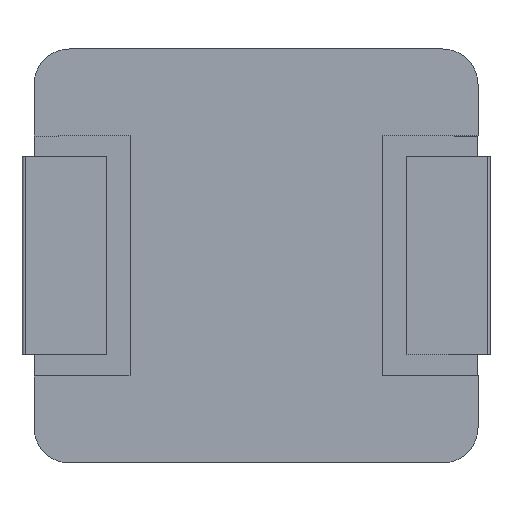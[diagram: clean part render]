
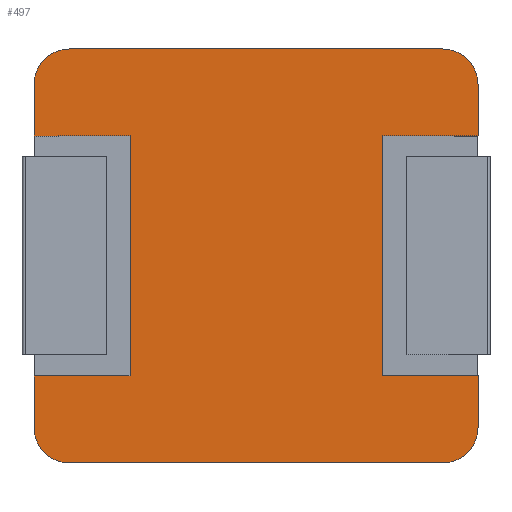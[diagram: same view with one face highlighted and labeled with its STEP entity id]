
A CAD part, front view. The second image highlights one B-rep face of the part: STEP entity #497.
In plain terms, the highlighted planar face has unit normal (0, -1, 0).
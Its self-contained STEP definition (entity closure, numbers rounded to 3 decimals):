
#13 = VERTEX_POINT ( 'NONE', #1867 ) ;
#65 = VERTEX_POINT ( 'NONE', #2797 ) ;
#92 = CARTESIAN_POINT ( 'NONE',  ( 5.8, 0., -5.45 ) ) ;
#119 = DIRECTION ( 'NONE',  ( 1., 0., 0. ) ) ;
#122 = EDGE_CURVE ( 'NONE', #2994, #2010, #2203, .T. ) ;
#175 = CARTESIAN_POINT ( 'NONE',  ( 1.6, 0., -5.45 ) ) ;
#249 = LINE ( 'NONE', #2786, #1065 ) ;
#307 = CARTESIAN_POINT ( 'NONE',  ( 0., 0., 0. ) ) ;
#363 = DIRECTION ( 'NONE',  ( 0., 0., -1. ) ) ;
#384 = VECTOR ( 'NONE', #901, 1000. ) ;
#386 = EDGE_CURVE ( 'NONE', #3075, #13, #3194, .T. ) ;
#387 = CARTESIAN_POINT ( 'NONE',  ( 5.8, 0., -1.45 ) ) ;
#395 = ORIENTED_EDGE ( 'NONE', *, *, #1945, .F. ) ;
#412 = ORIENTED_EDGE ( 'NONE', *, *, #1510, .F. ) ;
#416 = VECTOR ( 'NONE', #363, 1000. ) ;
#418 = VECTOR ( 'NONE', #2411, 1000. ) ;
#420 = ORIENTED_EDGE ( 'NONE', *, *, #2347, .T. ) ;
#455 = CARTESIAN_POINT ( 'NONE',  ( 7.4, 0., -1.45 ) ) ;
#470 = LINE ( 'NONE', #1763, #3654 ) ;
#493 = CARTESIAN_POINT ( 'NONE',  ( 7.4, 0., -0.591 ) ) ;
#497 = ADVANCED_FACE ( 'NONE', ( #3487 ), #2970, .T. ) ;
#518 = VERTEX_POINT ( 'NONE', #455 ) ;
#525 = LINE ( 'NONE', #2498, #3220 ) ;
#557 = VERTEX_POINT ( 'NONE', #175 ) ;
#685 = DIRECTION ( 'NONE',  ( 0., 0., 1. ) ) ;
#690 = VERTEX_POINT ( 'NONE', #3994 ) ;
#691 = VERTEX_POINT ( 'NONE', #2817 ) ;
#702 = EDGE_CURVE ( 'NONE', #3747, #557, #1247, .T. ) ;
#706 = CIRCLE ( 'NONE', #4088, 0.591 ) ;
#731 = ORIENTED_EDGE ( 'NONE', *, *, #3349, .T. ) ;
#855 = EDGE_CURVE ( 'NONE', #2882, #65, #706, .T. ) ;
#861 = DIRECTION ( 'NONE',  ( 0., 0., -1. ) ) ;
#877 = ORIENTED_EDGE ( 'NONE', *, *, #3678, .T. ) ;
#901 = DIRECTION ( 'NONE',  ( 1., 0., 0. ) ) ;
#962 = EDGE_CURVE ( 'NONE', #2711, #13, #1708, .T. ) ;
#1005 = DIRECTION ( 'NONE',  ( 0., 0., -1. ) ) ;
#1065 = VECTOR ( 'NONE', #3714, 1000. ) ;
#1180 = CARTESIAN_POINT ( 'NONE',  ( 0., 0., -1.45 ) ) ;
#1208 = CARTESIAN_POINT ( 'NONE',  ( 0., 0., -5.45 ) ) ;
#1247 = LINE ( 'NONE', #1208, #384 ) ;
#1279 = DIRECTION ( 'NONE',  ( 1., 0., 0. ) ) ;
#1287 = LINE ( 'NONE', #2962, #418 ) ;
#1302 = ORIENTED_EDGE ( 'NONE', *, *, #3204, .T. ) ;
#1314 = CARTESIAN_POINT ( 'NONE',  ( 0., 0., 0. ) ) ;
#1390 = VERTEX_POINT ( 'NONE', #3049 ) ;
#1422 = AXIS2_PLACEMENT_3D ( 'NONE', #3543, #1948, #1005 ) ;
#1430 = DIRECTION ( 'NONE',  ( 0., 0., -1. ) ) ;
#1510 = EDGE_CURVE ( 'NONE', #1390, #65, #3056, .T. ) ;
#1524 = VECTOR ( 'NONE', #2510, 1000. ) ;
#1564 = CARTESIAN_POINT ( 'NONE',  ( 6.809, 0., -6.309 ) ) ;
#1657 = CARTESIAN_POINT ( 'NONE',  ( 0.591, 0., 0. ) ) ;
#1674 = DIRECTION ( 'NONE',  ( 0., 0., -1. ) ) ;
#1708 = LINE ( 'NONE', #1735, #4110 ) ;
#1735 = CARTESIAN_POINT ( 'NONE',  ( 0., 0., 0. ) ) ;
#1739 = VECTOR ( 'NONE', #2252, 1000. ) ;
#1763 = CARTESIAN_POINT ( 'NONE',  ( 7.4, 0., 0. ) ) ;
#1777 = ORIENTED_EDGE ( 'NONE', *, *, #855, .T. ) ;
#1819 = CIRCLE ( 'NONE', #3782, 0.591 ) ;
#1867 = CARTESIAN_POINT ( 'NONE',  ( 6.809, 0., 0. ) ) ;
#1879 = VERTEX_POINT ( 'NONE', #92 ) ;
#1940 = EDGE_CURVE ( 'NONE', #2010, #2882, #1287, .T. ) ;
#1945 = EDGE_CURVE ( 'NONE', #3075, #518, #470, .T. ) ;
#1948 = DIRECTION ( 'NONE',  ( 0., -1., 0. ) ) ;
#1959 = CARTESIAN_POINT ( 'NONE',  ( 0.591, 0., -0.591 ) ) ;
#2010 = VERTEX_POINT ( 'NONE', #3086 ) ;
#2011 = VECTOR ( 'NONE', #3464, 1000. ) ;
#2019 = EDGE_LOOP ( 'NONE', ( #412, #420, #877, #1302, #395, #3302, #2978, #2377, #731, #4050, #2922, #2097, #2708, #2871, #2075, #1777 ) ) ;
#2059 = LINE ( 'NONE', #1180, #2011 ) ;
#2075 = ORIENTED_EDGE ( 'NONE', *, *, #1940, .T. ) ;
#2097 = ORIENTED_EDGE ( 'NONE', *, *, #702, .F. ) ;
#2203 = CIRCLE ( 'NONE', #4116, 0.591 ) ;
#2211 = EDGE_CURVE ( 'NONE', #2932, #690, #2059, .T. ) ;
#2252 = DIRECTION ( 'NONE',  ( 0., 0., -1. ) ) ;
#2295 = CARTESIAN_POINT ( 'NONE',  ( 7.4, 0., 0. ) ) ;
#2347 = EDGE_CURVE ( 'NONE', #1390, #1879, #249, .T. ) ;
#2364 = LINE ( 'NONE', #307, #1524 ) ;
#2377 = ORIENTED_EDGE ( 'NONE', *, *, #2598, .T. ) ;
#2411 = DIRECTION ( 'NONE',  ( 1., 0., 0. ) ) ;
#2457 = DIRECTION ( 'NONE',  ( 0., -1., 0. ) ) ;
#2498 = CARTESIAN_POINT ( 'NONE',  ( 7.4, 0., -1.45 ) ) ;
#2510 = DIRECTION ( 'NONE',  ( 0., 0., -1. ) ) ;
#2581 = LINE ( 'NONE', #1314, #1739 ) ;
#2598 = EDGE_CURVE ( 'NONE', #2711, #3310, #1819, .T. ) ;
#2603 = CARTESIAN_POINT ( 'NONE',  ( 1.6, 0., -1.45 ) ) ;
#2708 = ORIENTED_EDGE ( 'NONE', *, *, #3919, .T. ) ;
#2711 = VERTEX_POINT ( 'NONE', #1657 ) ;
#2786 = CARTESIAN_POINT ( 'NONE',  ( 7.4, 0., -5.45 ) ) ;
#2797 = CARTESIAN_POINT ( 'NONE',  ( 7.4, 0., -6.309 ) ) ;
#2803 = VECTOR ( 'NONE', #3377, 1000. ) ;
#2804 = DIRECTION ( 'NONE',  ( 0., -1., 0. ) ) ;
#2817 = CARTESIAN_POINT ( 'NONE',  ( 5.8, 0., -1.45 ) ) ;
#2871 = ORIENTED_EDGE ( 'NONE', *, *, #122, .T. ) ;
#2882 = VERTEX_POINT ( 'NONE', #3582 ) ;
#2913 = DIRECTION ( 'NONE',  ( 0., -1., 0. ) ) ;
#2922 = ORIENTED_EDGE ( 'NONE', *, *, #4058, .F. ) ;
#2932 = VERTEX_POINT ( 'NONE', #2955 ) ;
#2940 = AXIS2_PLACEMENT_3D ( 'NONE', #3593, #2982, #3937 ) ;
#2955 = CARTESIAN_POINT ( 'NONE',  ( 1.6, 0., -1.45 ) ) ;
#2962 = CARTESIAN_POINT ( 'NONE',  ( 0., 0., -6.9 ) ) ;
#2968 = CARTESIAN_POINT ( 'NONE',  ( 0., 0., -6.309 ) ) ;
#2970 = PLANE ( 'NONE',  #2940 ) ;
#2978 = ORIENTED_EDGE ( 'NONE', *, *, #962, .F. ) ;
#2980 = LINE ( 'NONE', #2603, #3631 ) ;
#2982 = DIRECTION ( 'NONE',  ( 0., -1., 0. ) ) ;
#2991 = CARTESIAN_POINT ( 'NONE',  ( 0., 0., -5.45 ) ) ;
#2994 = VERTEX_POINT ( 'NONE', #2968 ) ;
#3049 = CARTESIAN_POINT ( 'NONE',  ( 7.4, 0., -5.45 ) ) ;
#3056 = LINE ( 'NONE', #2295, #416 ) ;
#3064 = DIRECTION ( 'NONE',  ( 0., 0., -1. ) ) ;
#3067 = CARTESIAN_POINT ( 'NONE',  ( 0.591, 0., -6.309 ) ) ;
#3075 = VERTEX_POINT ( 'NONE', #493 ) ;
#3086 = CARTESIAN_POINT ( 'NONE',  ( 0.591, 0., -6.9 ) ) ;
#3194 = CIRCLE ( 'NONE', #1422, 0.591 ) ;
#3204 = EDGE_CURVE ( 'NONE', #691, #518, #525, .T. ) ;
#3220 = VECTOR ( 'NONE', #1279, 1000. ) ;
#3302 = ORIENTED_EDGE ( 'NONE', *, *, #386, .T. ) ;
#3310 = VERTEX_POINT ( 'NONE', #3779 ) ;
#3349 = EDGE_CURVE ( 'NONE', #3310, #690, #2581, .T. ) ;
#3377 = DIRECTION ( 'NONE',  ( 0., 0., 1. ) ) ;
#3464 = DIRECTION ( 'NONE',  ( -1., 0., 0. ) ) ;
#3487 = FACE_OUTER_BOUND ( 'NONE', #2019, .T. ) ;
#3543 = CARTESIAN_POINT ( 'NONE',  ( 6.809, 0., -0.591 ) ) ;
#3582 = CARTESIAN_POINT ( 'NONE',  ( 6.809, 0., -6.9 ) ) ;
#3593 = CARTESIAN_POINT ( 'NONE',  ( 0., 0., 0. ) ) ;
#3631 = VECTOR ( 'NONE', #685, 1000. ) ;
#3640 = LINE ( 'NONE', #387, #2803 ) ;
#3654 = VECTOR ( 'NONE', #1430, 1000. ) ;
#3678 = EDGE_CURVE ( 'NONE', #1879, #691, #3640, .T. ) ;
#3714 = DIRECTION ( 'NONE',  ( -1., 0., 0. ) ) ;
#3747 = VERTEX_POINT ( 'NONE', #2991 ) ;
#3779 = CARTESIAN_POINT ( 'NONE',  ( 0., 0., -0.591 ) ) ;
#3782 = AXIS2_PLACEMENT_3D ( 'NONE', #1959, #2913, #1674 ) ;
#3919 = EDGE_CURVE ( 'NONE', #3747, #2994, #2364, .T. ) ;
#3937 = DIRECTION ( 'NONE',  ( 0., 0., -1. ) ) ;
#3994 = CARTESIAN_POINT ( 'NONE',  ( 0., 0., -1.45 ) ) ;
#4050 = ORIENTED_EDGE ( 'NONE', *, *, #2211, .F. ) ;
#4058 = EDGE_CURVE ( 'NONE', #557, #2932, #2980, .T. ) ;
#4088 = AXIS2_PLACEMENT_3D ( 'NONE', #1564, #2804, #3064 ) ;
#4110 = VECTOR ( 'NONE', #119, 1000. ) ;
#4116 = AXIS2_PLACEMENT_3D ( 'NONE', #3067, #2457, #861 ) ;
